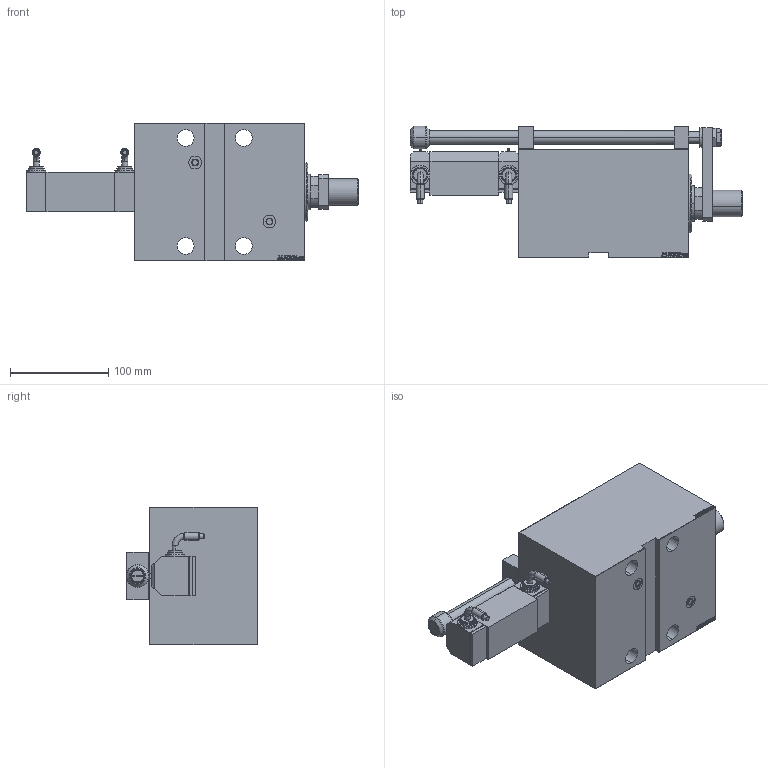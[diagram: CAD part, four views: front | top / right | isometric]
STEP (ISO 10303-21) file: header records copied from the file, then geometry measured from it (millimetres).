
FILE_DESCRIPTION (( 'STEP AP203' ), '1' );
FILE_NAME ('8dea.STEP', '2024-02-12T08:20:49', ( '' ), ( '' ), 'SwSTEP 2.0', 'SolidWorks 2019', '' );
FILE_SCHEMA (( 'CONFIG_CONTROL_DESIGN' ));
Length unit declared in the file: millimetre
Products named in the file (15): KROUZEK_PRO_TYC 9325afaee1a59c674b565fc3c375b368; MIDDLE 9325afaee1a59c674b565fc3c375b368; SWITCH P 9325afaee1a59c674b565fc3c375b368; V450CM_G_VCP 9325afaee1a59c674b565fc3c375b368; SWITCH DIM W_B 9325afaee1a59c674b565fc3c375b368; TYC_P 9325afaee1a59c674b565fc3c375b368; NUT_D19_P 9325afaee1a59c674b565fc3c375b368; V450CM_G_Body 9325afaee1a59c674b565fc3c375b368; SWITCH_P_FRONT_BACK 9325afaee1a59c674b565fc3c375b368; V450CM_VC_G 9325afaee1a59c674b565fc3c375b368; 8dea; ZARAZKA_P 9325afaee1a59c674b565fc3c375b368; NUT_D16 9325afaee1a59c674b565fc3c375b368; V450CM_MALE_METRIC 9325afaee1a59c674b565fc3c375b368; Zatka_OIL_PORT 9325afaee1a59c674b565fc3c375b368
Assembly tree (17 placements, depth 2):
  8dea
    V450CM_G_Body 9325afaee1a59c674b565fc3c375b368
    V450CM_G_VCP 9325afaee1a59c674b565fc3c375b368
    V450CM_VC_G 9325afaee1a59c674b565fc3c375b368
    NUT_D16 9325afaee1a59c674b565fc3c375b368
    NUT_D19_P 9325afaee1a59c674b565fc3c375b368
    SWITCH DIM W_B 9325afaee1a59c674b565fc3c375b368
    SWITCH P 9325afaee1a59c674b565fc3c375b368  x2
    SWITCH_P_FRONT_BACK 9325afaee1a59c674b565fc3c375b368  x2
    TYC_P 9325afaee1a59c674b565fc3c375b368
    ZARAZKA_P 9325afaee1a59c674b565fc3c375b368
    KROUZEK_PRO_TYC 9325afaee1a59c674b565fc3c375b368
    MIDDLE 9325afaee1a59c674b565fc3c375b368
    V450CM_MALE_METRIC 9325afaee1a59c674b565fc3c375b368
    Zatka_OIL_PORT 9325afaee1a59c674b565fc3c375b368  x2
Bounding box: 337.3 x 133.5 x 140 mm (x, y, z)
Volume: 2480082 mm3; surface area: 312076.5 mm2
Topology: 17 solids, 17 shells, 1163 faces, 2874 edges, 1878 vertices
Faces by surface type: plane 562, bspline 384, cylinder 126, cone 57, torus 34
Entity records: 51433 total; most frequent: CARTESIAN_POINT 26696, ORIENTED_EDGE 5308, DIRECTION 3567, EDGE_CURVE 2654, VERTEX_POINT 1741, LINE 1541, VECTOR 1541, EDGE_LOOP 1219
